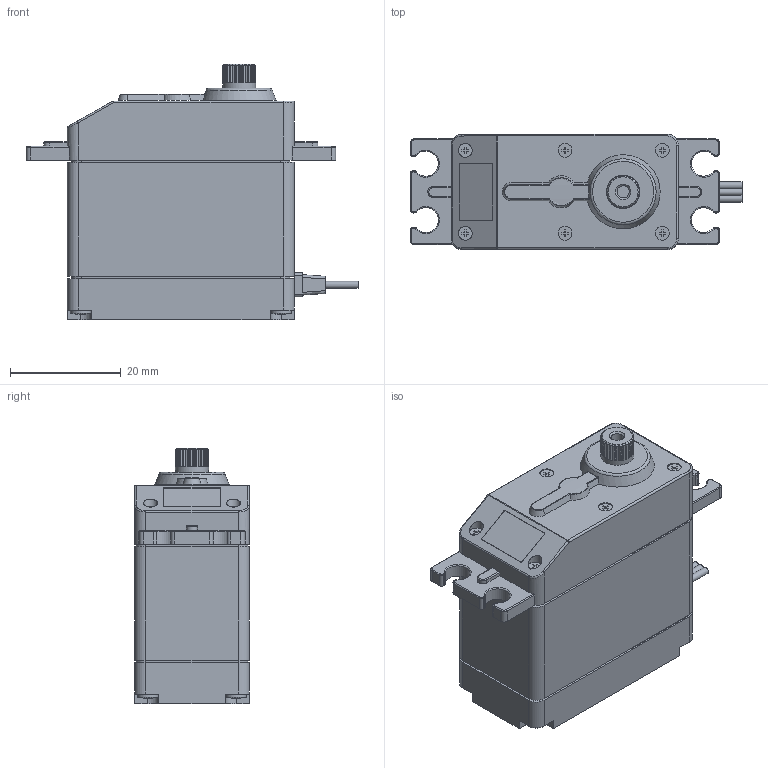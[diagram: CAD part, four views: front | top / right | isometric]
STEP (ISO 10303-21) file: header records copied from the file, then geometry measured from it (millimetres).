
FILE_DESCRIPTION(('FreeCAD Model'),'2;1');
FILE_NAME('SM-S4303R.step', '2014-08-10T17:19:41',('FreeCAD'),('FreeCAD'), 'Open CASCADE STEP processor 6.7','FreeCAD','Unknown');
FILE_SCHEMA(('AUTOMOTIVE_DESIGN_CC2 { 1 2 10303 214 -1 1 5 4 }'));
Products named in the file (1): Servo-SM-S4303R
Bounding box: 60.05 x 20.8 x 46.3 mm (x, y, z)
Volume: 34240.4 mm3; surface area: 9907.4 mm2
Topology: 7 solids, 11 shells, 542 faces, 1423 edges, 924 vertices
Faces by surface type: plane 347, cylinder 128, torus 30, bspline 28, sphere 6, cone 3
Full cylindrical faces by diameter (mm): 2 x4, 2.1 x8, 2.2 x1, 2.5 x6, 3.75 x4, 3.8 x4, 3.85 x1, 6 x2
Entity records: 49760 total; most frequent: CARTESIAN_POINT 18687, DIRECTION 4883, ORIENTED_EDGE 2822, PCURVE 2822, DEFINITIONAL_REPRESENTATION 2822, LINE 2636, VECTOR 2636, EDGE_CURVE 1411
